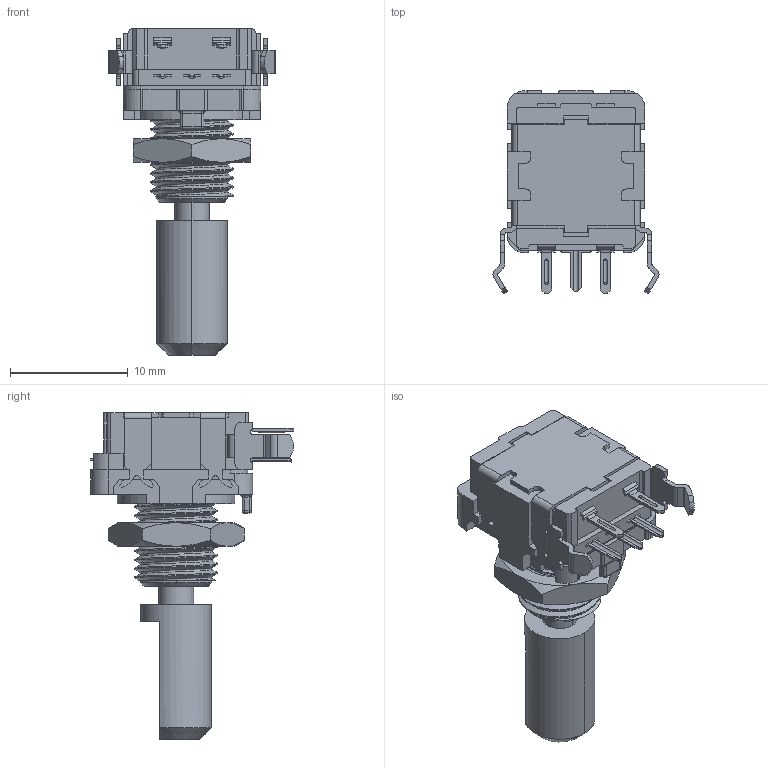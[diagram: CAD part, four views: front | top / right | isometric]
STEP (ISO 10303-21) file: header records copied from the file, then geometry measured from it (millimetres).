
FILE_DESCRIPTION (( 'STEP AP214' ), '1' );
FILE_NAME ('EC11B15242B1_nut.STEP', '2020-09-25T10:09:28', ( '' ), ( '' ), 'SwSTEP 2.0', 'SolidWorks 2018', '' );
FILE_SCHEMA (( 'AUTOMOTIVE_DESIGN' ));
Length unit declared in the file: millimetre
Products named in the file (3): ecrou M7x2; EC11B15242B1; EC11B15242B1_nut
Assembly tree (2 placements, depth 2):
  EC11B15242B1_nut
    EC11B15242B1
    ecrou M7x2
Bounding box: 14.1 x 17.3 x 27.75 mm (x, y, z)
Volume: 1633.9 mm3; surface area: 1679.6 mm2
Topology: 2 solids, 10 shells, 615 faces, 1659 edges, 1069 vertices
Faces by surface type: plane 408, cylinder 158, cone 22, sphere 16, bspline 7, torus 4
Entity records: 27758 total; most frequent: CARTESIAN_POINT 6214, ORIENTED_EDGE 3294, DIRECTION 3121, EDGE_CURVE 1647, VECTOR 1207, LINE 1207, VERTEX_POINT 1069, AXIS2_PLACEMENT_3D 957
